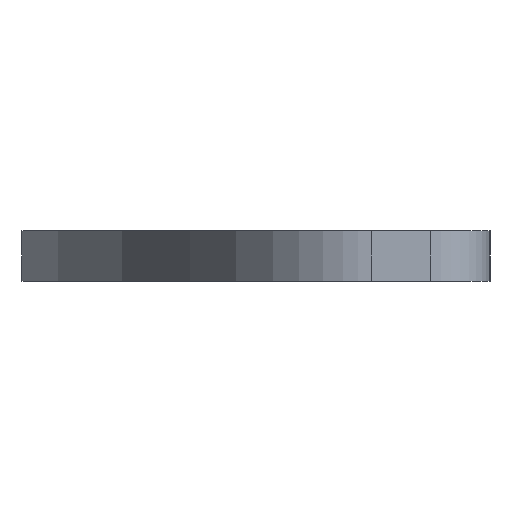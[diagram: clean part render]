
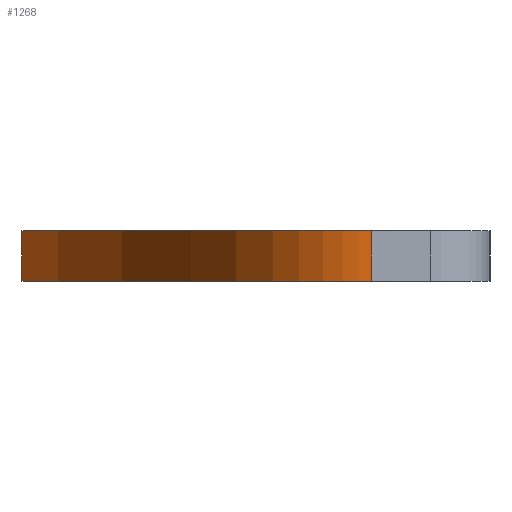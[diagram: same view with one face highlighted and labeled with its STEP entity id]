
A CAD part, left-side view. The second image highlights one B-rep face of the part: STEP entity #1268.
In plain terms, the highlighted free-form (B-spline) face has degree [3, 1] with [4, 2] control points.
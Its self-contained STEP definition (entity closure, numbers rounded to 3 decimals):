
#20 = VERTEX_POINT ( 'NONE', #415 ) ;
#25 = CARTESIAN_POINT ( 'NONE',  ( 40., 0., 0. ) ) ;
#31 = CARTESIAN_POINT ( 'NONE',  ( 40., 24., 0. ) ) ;
#48 = CARTESIAN_POINT ( 'NONE',  ( -40., 24., 1.7 ) ) ;
#67 = ORIENTED_EDGE ( 'NONE', *, *, #521, .T. ) ;
#103 = LINE ( 'NONE', #1221, #1192 ) ;
#127 = VERTEX_POINT ( 'NONE', #660 ) ;
#148 = CARTESIAN_POINT ( 'NONE',  ( 40., 24., 1.7 ) ) ;
#151 = CARTESIAN_POINT ( 'NONE',  ( 40., 0., 0. ) ) ;
#219 = ORIENTED_EDGE ( 'NONE', *, *, #1141, .F. ) ;
#297 = EDGE_LOOP ( 'NONE', ( #1010, #219, #1142, #67 ) ) ;
#359 = FACE_OUTER_BOUND ( 'NONE', #297, .T. ) ;
#375 = CARTESIAN_POINT ( 'NONE',  ( -40., 0., 1.7 ) ) ;
#415 = CARTESIAN_POINT ( 'NONE',  ( 40., 0., 1.7 ) ) ;
#488 = VERTEX_POINT ( 'NONE', #151 ) ;
#493 = CARTESIAN_POINT ( 'NONE',  ( -40., 0., 1.7 ) ) ;
#513 = CARTESIAN_POINT ( 'NONE',  ( -40., 0., 0. ) ) ;
#521 = EDGE_CURVE ( 'NONE', #20, #488, #767, .T. ) ;
#557 = DIRECTION ( 'NONE',  ( 0., 0., -1. ) ) ;
#561 = DIRECTION ( 'NONE',  ( 0., 0., -1. ) ) ;
#563 = CARTESIAN_POINT ( 'NONE',  ( 40., 24., 1.7 ) ) ;
#568 = CARTESIAN_POINT ( 'NONE',  ( -40., 24., 1.7 ) ) ;
#612 = CARTESIAN_POINT ( 'NONE',  ( -40., 0., 0. ) ) ;
#660 = CARTESIAN_POINT ( 'NONE',  ( -40., 0., 1.7 ) ) ;
#752 =( BOUNDED_SURFACE ( )  B_SPLINE_SURFACE ( 3, 1, ( 
 ( #1099, #1117 ),
 ( #563, #31 ),
 ( #48, #1240 ),
 ( #493, #513 ) ),
 .UNSPECIFIED., .F., .F., .T. ) 
 B_SPLINE_SURFACE_WITH_KNOTS ( ( 4, 4 ),
 ( 2, 2 ),
 ( 0., 1. ),
 ( 0., 1. ),
 .UNSPECIFIED. ) 
 GEOMETRIC_REPRESENTATION_ITEM ( )  RATIONAL_B_SPLINE_SURFACE ( (
 ( 1., 1.),
 ( 0.333, 0.333),
 ( 0.333, 0.333),
 ( 1., 1.) ) ) 
 REPRESENTATION_ITEM ( '' )  SURFACE ( )  );
#767 = LINE ( 'NONE', #782, #1171 ) ;
#782 = CARTESIAN_POINT ( 'NONE',  ( 40., 0., 1.7 ) ) ;
#863 =( BOUNDED_CURVE ( )  B_SPLINE_CURVE ( 3, ( #25, #994, #1320, #1006 ),
 .UNSPECIFIED., .F., .T. ) 
 B_SPLINE_CURVE_WITH_KNOTS ( ( 4, 4 ),
 ( 3.142, 6.283 ),
 .UNSPECIFIED. ) 
 CURVE ( )  GEOMETRIC_REPRESENTATION_ITEM ( )  RATIONAL_B_SPLINE_CURVE ( ( 1., 0.333, 0.333, 1. ) ) 
 REPRESENTATION_ITEM ( '' )  );
#994 = CARTESIAN_POINT ( 'NONE',  ( 40., 24., 0. ) ) ;
#1001 = VERTEX_POINT ( 'NONE', #612 ) ;
#1006 = CARTESIAN_POINT ( 'NONE',  ( -40., 0., 0. ) ) ;
#1010 = ORIENTED_EDGE ( 'NONE', *, *, #1162, .T. ) ;
#1099 = CARTESIAN_POINT ( 'NONE',  ( 40., 0., 1.7 ) ) ;
#1117 = CARTESIAN_POINT ( 'NONE',  ( 40., 0., 0. ) ) ;
#1141 = EDGE_CURVE ( 'NONE', #127, #1001, #103, .T. ) ;
#1142 = ORIENTED_EDGE ( 'NONE', *, *, #1260, .F. ) ;
#1162 = EDGE_CURVE ( 'NONE', #488, #1001, #863, .T. ) ;
#1171 = VECTOR ( 'NONE', #561, 1000. ) ;
#1192 = VECTOR ( 'NONE', #557, 1000. ) ;
#1201 =( BOUNDED_CURVE ( )  B_SPLINE_CURVE ( 3, ( #1329, #148, #568, #375 ),
 .UNSPECIFIED., .F., .T. ) 
 B_SPLINE_CURVE_WITH_KNOTS ( ( 4, 4 ),
 ( 3.142, 6.283 ),
 .UNSPECIFIED. ) 
 CURVE ( )  GEOMETRIC_REPRESENTATION_ITEM ( )  RATIONAL_B_SPLINE_CURVE ( ( 1., 0.333, 0.333, 1. ) ) 
 REPRESENTATION_ITEM ( '' )  );
#1221 = CARTESIAN_POINT ( 'NONE',  ( -40., 0., 1.7 ) ) ;
#1240 = CARTESIAN_POINT ( 'NONE',  ( -40., 24., 0. ) ) ;
#1260 = EDGE_CURVE ( 'NONE', #20, #127, #1201, .T. ) ;
#1268 = ADVANCED_FACE ( 'NONE', ( #359 ), #752, .F. ) ;
#1320 = CARTESIAN_POINT ( 'NONE',  ( -40., 24., 0. ) ) ;
#1329 = CARTESIAN_POINT ( 'NONE',  ( 40., 0., 1.7 ) ) ;
